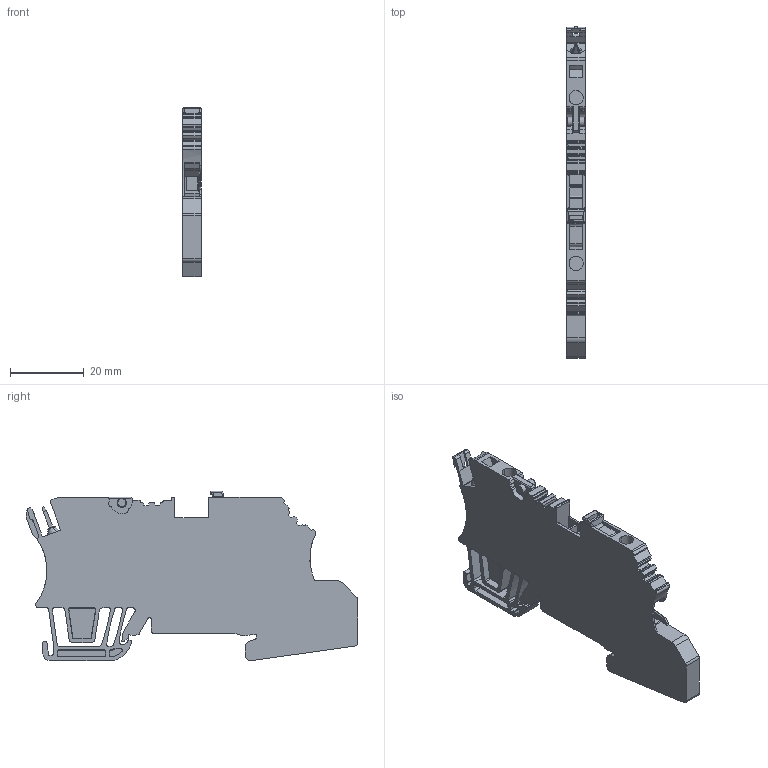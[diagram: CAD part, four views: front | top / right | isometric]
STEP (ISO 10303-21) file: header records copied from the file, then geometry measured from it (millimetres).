
FILE_DESCRIPTION(('CATIA V5 STEP Exchange','CAx-IF Rec.Pracs.--- Model Styling and Organization---1.5--- 2016-08-15','CAx-IF Rec.Pracs.---Supplemental Geometry---1.0---2011-11-01','CAx-IF Rec.Pracs.--- Composite Materials ---1.1---2010-07-15'),'2;1');
FILE_NAME ('D1451478_0', '2025-09-22T05:32:31+00:00', ('none'), ('Weidmueller'), 'CATIA Version 5-6 Release 2024 SP4', 'CATIA V5 STEP AP214 v3', 'none');
FILE_SCHEMA(('AUTOMOTIVE_DESIGN { 1 0 10303 214 1 1 1 1 }'));
Length unit declared in the file: millimetre
Products named in the file (1): 1362940000_WMF_2-5_DI_BLZ_SW
Bounding box: 5.08 x 89.84 x 45.85 mm (x, y, z)
Volume: 12990.7 mm3; surface area: 9784.2 mm2
Topology: 2 solids, 2 shells, 561 faces, 1655 edges, 1105 vertices
Faces by surface type: plane 289, cylinder 237, cone 21, torus 12, bspline 2
Entity records: 18430 total; most frequent: CARTESIAN_POINT 4081, ORIENTED_EDGE 3306, DIRECTION 2433, EDGE_CURVE 1653, VERTEX_POINT 1105, VECTOR 1057, LINE 1057, AXIS2_PLACEMENT_3D 915
